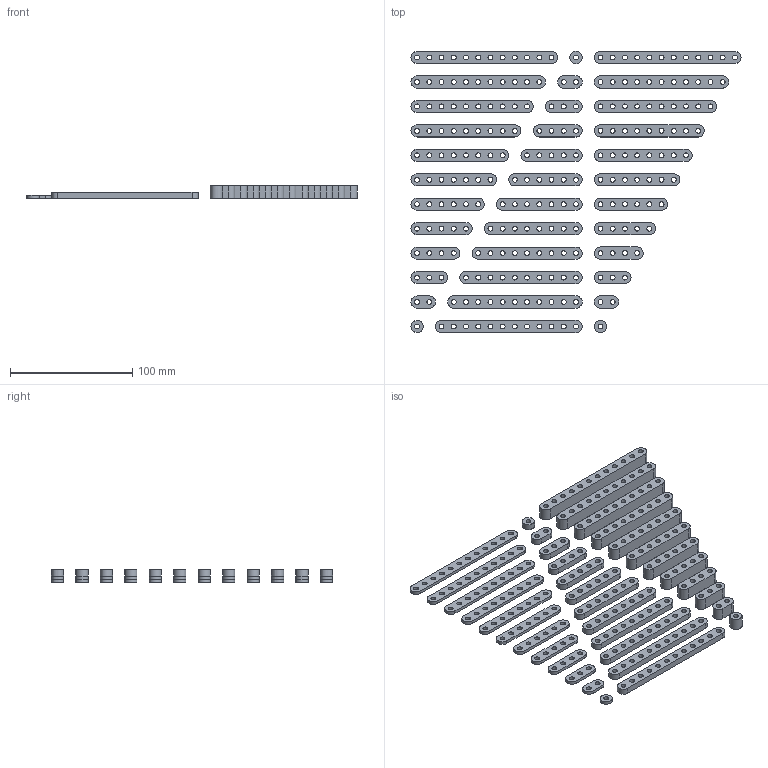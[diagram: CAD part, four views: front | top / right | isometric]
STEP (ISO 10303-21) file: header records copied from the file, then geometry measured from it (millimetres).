
FILE_DESCRIPTION(('Open CASCADE Model'),'2;1');
FILE_NAME('Open CASCADE Shape Model','2025-01-18T14:15:34',('Author'),( 'Open CASCADE'),'Open CASCADE STEP processor 7.7','Open CASCADE 7.7' ,'Unknown');
FILE_SCHEMA(('AUTOMOTIVE_DESIGN { 1 0 10303 214 1 1 1 1 }'));
Length unit declared in the file: millimetre
Products named in the file (74): 4c2b9fa6-d59e-11ef-b4f6-84a93e78d292; 4c2f3fa8-d59e-11ef-b4f6-84a93e78d292; 4c2f3fa8-d59e-11ef-b4f6-84a93e78d292_part; 4c321dea-d59e-11ef-b4f6-84a93e78d292; 4c321dea-d59e-11ef-b4f6-84a93e78d292_part; 4c35c67a-d59e-11ef-b4f6-84a93e78d292; 4c35c67a-d59e-11ef-b4f6-84a93e78d292_part; 4c396960-d59e-11ef-b4f6-84a93e78d292; 4c396960-d59e-11ef-b4f6-84a93e78d292_part; 4c3cfb02-d59e-11ef-b4f6-84a93e78d292; 4c3cfb02-d59e-11ef-b4f6-84a93e78d292_part; 4c415a9e-d59e-11ef-b4f6-84a93e78d292; 4c415a9e-d59e-11ef-b4f6-84a93e78d292_part; 4c45cf52-d59e-11ef-b4f6-84a93e78d292; 4c45cf52-d59e-11ef-b4f6-84a93e78d292_part; 4c4a806a-d59e-11ef-b4f6-84a93e78d292; 4c4a806a-d59e-11ef-b4f6-84a93e78d292_part; 4c4f6ce2-d59e-11ef-b4f6-84a93e78d292; 4c4f6ce2-d59e-11ef-b4f6-84a93e78d292_part; 4c54abb2-d59e-11ef-b4f6-84a93e78d292; 4c54abb2-d59e-11ef-b4f6-84a93e78d292_part; 4c5a3a6e-d59e-11ef-b4f6-84a93e78d292; 4c5a3a6e-d59e-11ef-b4f6-84a93e78d292_part; 4c603428-d59e-11ef-b4f6-84a93e78d292; 4c603428-d59e-11ef-b4f6-84a93e78d292_part; 4c6615e6-d59e-11ef-b4f6-84a93e78d292; 4c6615e6-d59e-11ef-b4f6-84a93e78d292_part; 4c6bb9d8-d59e-11ef-b4f6-84a93e78d292; 4c6bb9d8-d59e-11ef-b4f6-84a93e78d292_part; 4c70faf6-d59e-11ef-b4f6-84a93e78d292; 4c70faf6-d59e-11ef-b4f6-84a93e78d292_part; 4c75dcb0-d59e-11ef-b4f6-84a93e78d292; 4c75dcb0-d59e-11ef-b4f6-84a93e78d292_part; 4c7a62da-d59e-11ef-b4f6-84a93e78d292; 4c7a62da-d59e-11ef-b4f6-84a93e78d292_part; 4c7e9bac-d59e-11ef-b4f6-84a93e78d292; 4c7e9bac-d59e-11ef-b4f6-84a93e78d292_part; 4c829ed2-d59e-11ef-b4f6-84a93e78d292; 4c829ed2-d59e-11ef-b4f6-84a93e78d292_part; 4c8634fc-d59e-11ef-b4f6-84a93e78d292 ...
Assembly tree (73 placements, depth 4):
  4c2b9fa6-d59e-11ef-b4f6-84a93e78d292
    4c2b9fa6-d59e-11ef-b4f6-84a93e78d292
      4c2f3fa8-d59e-11ef-b4f6-84a93e78d292
        4c2f3fa8-d59e-11ef-b4f6-84a93e78d292_part
      4c321dea-d59e-11ef-b4f6-84a93e78d292
        4c321dea-d59e-11ef-b4f6-84a93e78d292_part
      4c35c67a-d59e-11ef-b4f6-84a93e78d292
        4c35c67a-d59e-11ef-b4f6-84a93e78d292_part
      4c396960-d59e-11ef-b4f6-84a93e78d292
        4c396960-d59e-11ef-b4f6-84a93e78d292_part
      4c3cfb02-d59e-11ef-b4f6-84a93e78d292
        4c3cfb02-d59e-11ef-b4f6-84a93e78d292_part
      4c415a9e-d59e-11ef-b4f6-84a93e78d292
        4c415a9e-d59e-11ef-b4f6-84a93e78d292_part
      4c45cf52-d59e-11ef-b4f6-84a93e78d292
        4c45cf52-d59e-11ef-b4f6-84a93e78d292_part
      4c4a806a-d59e-11ef-b4f6-84a93e78d292
        4c4a806a-d59e-11ef-b4f6-84a93e78d292_part
      4c4f6ce2-d59e-11ef-b4f6-84a93e78d292
        4c4f6ce2-d59e-11ef-b4f6-84a93e78d292_part
      4c54abb2-d59e-11ef-b4f6-84a93e78d292
        4c54abb2-d59e-11ef-b4f6-84a93e78d292_part
      4c5a3a6e-d59e-11ef-b4f6-84a93e78d292
        4c5a3a6e-d59e-11ef-b4f6-84a93e78d292_part
      4c603428-d59e-11ef-b4f6-84a93e78d292
        4c603428-d59e-11ef-b4f6-84a93e78d292_part
      4c6615e6-d59e-11ef-b4f6-84a93e78d292
        4c6615e6-d59e-11ef-b4f6-84a93e78d292_part
      4c6bb9d8-d59e-11ef-b4f6-84a93e78d292
        4c6bb9d8-d59e-11ef-b4f6-84a93e78d292_part
      4c70faf6-d59e-11ef-b4f6-84a93e78d292
        4c70faf6-d59e-11ef-b4f6-84a93e78d292_part
      4c75dcb0-d59e-11ef-b4f6-84a93e78d292
        4c75dcb0-d59e-11ef-b4f6-84a93e78d292_part
      4c7a62da-d59e-11ef-b4f6-84a93e78d292
        4c7a62da-d59e-11ef-b4f6-84a93e78d292_part
      4c7e9bac-d59e-11ef-b4f6-84a93e78d292
        4c7e9bac-d59e-11ef-b4f6-84a93e78d292_part
      4c829ed2-d59e-11ef-b4f6-84a93e78d292
        4c829ed2-d59e-11ef-b4f6-84a93e78d292_part
      4c8634fc-d59e-11ef-b4f6-84a93e78d292
        4c8634fc-d59e-11ef-b4f6-84a93e78d292_part
      4c89aeca-d59e-11ef-b4f6-84a93e78d292
        4c89aeca-d59e-11ef-b4f6-84a93e78d292_part
      4c8cc858-d59e-11ef-b4f6-84a93e78d292
        4c8cc858-d59e-11ef-b4f6-84a93e78d292_part
      4c8f869c-d59e-11ef-b4f6-84a93e78d292
        4c8f869c-d59e-11ef-b4f6-84a93e78d292_part
      4c92a304-d59e-11ef-b4f6-84a93e78d292
        4c92a304-d59e-11ef-b4f6-84a93e78d292_part
      4c95dff6-d59e-11ef-b4f6-84a93e78d292
        4c95dff6-d59e-11ef-b4f6-84a93e78d292_part
      4c98944e-d59e-11ef-b4f6-84a93e78d292
        4c98944e-d59e-11ef-b4f6-84a93e78d292_part
      4c9b961c-d59e-11ef-b4f6-84a93e78d292
        4c9b961c-d59e-11ef-b4f6-84a93e78d292_part
      4c9eef06-d59e-11ef-b4f6-84a93e78d292
        4c9eef06-d59e-11ef-b4f6-84a93e78d292_part
      4ca275c2-d59e-11ef-b4f6-84a93e78d292
        4ca275c2-d59e-11ef-b4f6-84a93e78d292_part
Bounding box: 270 x 230 x 10 mm (x, y, z)
Volume: 114840.3 mm3; surface area: 86224.2 mm2
Topology: 36 solids, 36 shells, 441 faces, 1107 edges, 738 vertices
Faces by surface type: cylinder 303, plane 138
Full cylindrical faces by diameter (mm): 4 x234, 10 x3
Entity records: 30377 total; most frequent: DIRECTION 4957, CARTESIAN_POINT 4574, ORIENTED_EDGE 2214, PCURVE 2214, DEFINITIONAL_REPRESENTATION 2214, LINE 2109, VECTOR 2109, CIRCLE 1212
